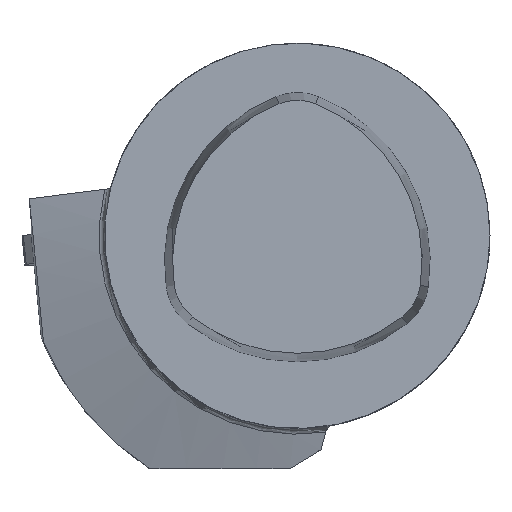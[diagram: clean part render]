
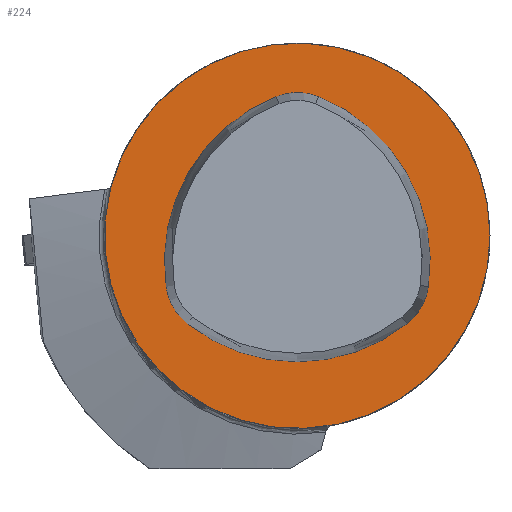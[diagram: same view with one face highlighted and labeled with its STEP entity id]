
A CAD part, top view. The second image highlights one B-rep face of the part: STEP entity #224.
In plain terms, the highlighted planar face has unit normal (0, 0, 1).
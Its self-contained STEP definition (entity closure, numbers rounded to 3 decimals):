
#98=FACE_BOUND('',#390,.T.);
#99=FACE_BOUND('',#391,.T.);
#178=CIRCLE('',#1251,31.5);
#186=CIRCLE('',#1271,29.);
#187=CIRCLE('',#1272,9.4);
#188=CIRCLE('',#1273,29.);
#189=CIRCLE('',#1274,9.4);
#190=CIRCLE('',#1275,29.);
#191=CIRCLE('',#1276,9.4);
#224=ADVANCED_FACE('',(#98,#99),#276,.T.);
#276=PLANE('',#1277);
#390=EDGE_LOOP('',(#577));
#391=EDGE_LOOP('',(#578,#579,#580,#581,#582,#583));
#577=ORIENTED_EDGE('',*,*,#896,.T.);
#578=ORIENTED_EDGE('',*,*,#923,.F.);
#579=ORIENTED_EDGE('',*,*,#924,.F.);
#580=ORIENTED_EDGE('',*,*,#925,.F.);
#581=ORIENTED_EDGE('',*,*,#926,.F.);
#582=ORIENTED_EDGE('',*,*,#927,.F.);
#583=ORIENTED_EDGE('',*,*,#928,.F.);
#780=VERTEX_POINT('',#1841);
#801=VERTEX_POINT('',#1936);
#802=VERTEX_POINT('',#1937);
#803=VERTEX_POINT('',#1939);
#804=VERTEX_POINT('',#1941);
#805=VERTEX_POINT('',#1943);
#806=VERTEX_POINT('',#1945);
#896=EDGE_CURVE('',#780,#780,#178,.T.);
#923=EDGE_CURVE('',#801,#802,#186,.T.);
#924=EDGE_CURVE('',#803,#801,#187,.T.);
#925=EDGE_CURVE('',#804,#803,#188,.T.);
#926=EDGE_CURVE('',#805,#804,#189,.T.);
#927=EDGE_CURVE('',#806,#805,#190,.T.);
#928=EDGE_CURVE('',#802,#806,#191,.T.);
#1251=AXIS2_PLACEMENT_3D('',#1840,#1462,#1463);
#1271=AXIS2_PLACEMENT_3D('',#1935,#1511,#1512);
#1272=AXIS2_PLACEMENT_3D('',#1938,#1513,#1514);
#1273=AXIS2_PLACEMENT_3D('',#1940,#1515,#1516);
#1274=AXIS2_PLACEMENT_3D('',#1942,#1517,#1518);
#1275=AXIS2_PLACEMENT_3D('',#1944,#1519,#1520);
#1276=AXIS2_PLACEMENT_3D('',#1946,#1521,#1522);
#1277=AXIS2_PLACEMENT_3D('',#1947,#1523,#1524);
#1462=DIRECTION('',(0.,0.,1.));
#1463=DIRECTION('',(1.,0.,0.));
#1511=DIRECTION('',(0.,0.,1.));
#1512=DIRECTION('',(1.,0.,0.));
#1513=DIRECTION('',(0.,0.,1.));
#1514=DIRECTION('',(1.,0.,0.));
#1515=DIRECTION('',(0.,0.,1.));
#1516=DIRECTION('',(1.,0.,0.));
#1517=DIRECTION('',(0.,0.,1.));
#1518=DIRECTION('',(1.,0.,0.));
#1519=DIRECTION('',(0.,0.,1.));
#1520=DIRECTION('',(1.,0.,0.));
#1521=DIRECTION('',(0.,0.,1.));
#1522=DIRECTION('',(1.,0.,0.));
#1523=DIRECTION('',(0.,0.,1.));
#1524=DIRECTION('',(-1.,0.,0.));
#1840=CARTESIAN_POINT('',(0.,0.,0.));
#1841=CARTESIAN_POINT('',(31.5,0.,0.));
#1935=CARTESIAN_POINT('',(7.275,-4.2,0.));
#1936=CARTESIAN_POINT('',(-3.489,22.729,0.));
#1937=CARTESIAN_POINT('',(-21.428,-8.343,0.));
#1938=CARTESIAN_POINT('',(0.,14.,0.));
#1939=CARTESIAN_POINT('',(3.489,22.729,0.));
#1940=CARTESIAN_POINT('',(-7.275,-4.2,0.));
#1941=CARTESIAN_POINT('',(21.428,-8.343,0.));
#1942=CARTESIAN_POINT('',(12.124,-7.,0.));
#1943=CARTESIAN_POINT('',(17.939,-14.386,0.));
#1944=CARTESIAN_POINT('',(0.,8.4,0.));
#1945=CARTESIAN_POINT('',(-17.939,-14.386,0.));
#1946=CARTESIAN_POINT('',(-12.124,-7.,0.));
#1947=CARTESIAN_POINT('',(0.,0.,0.));
